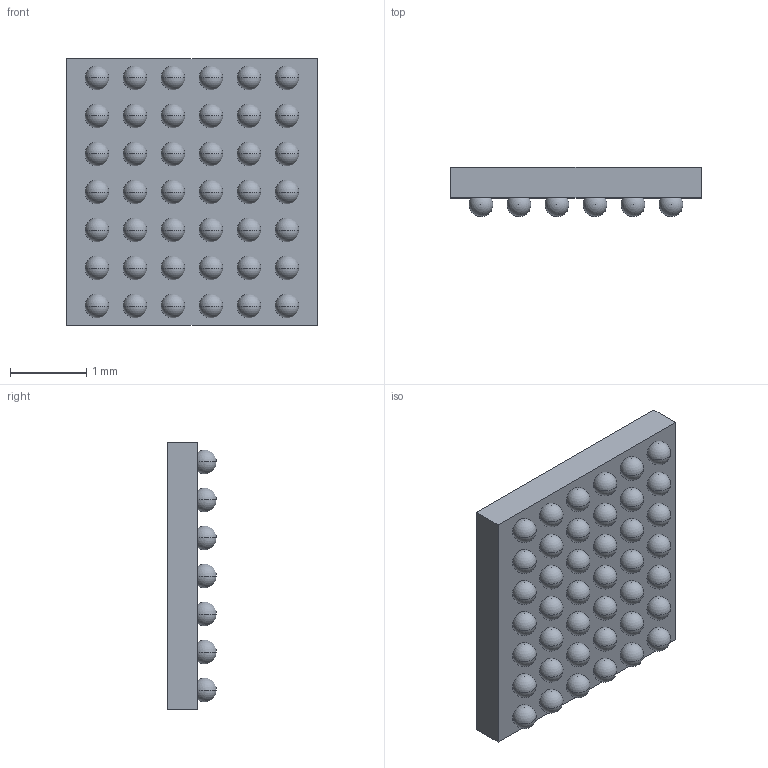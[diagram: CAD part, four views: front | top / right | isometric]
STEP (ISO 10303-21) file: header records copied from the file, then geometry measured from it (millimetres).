
FILE_DESCRIPTION (( 'STEP AP214' ), '1' );
FILE_NAME ('dsbga42.STEP', '2020-03-29T22:37:18', ( '' ), ( '' ), 'SwSTEP 2.0', 'SolidWorks 2018', '' );
FILE_SCHEMA (( 'AUTOMOTIVE_DESIGN' ));
Length unit declared in the file: millimetre
Products named in the file (3): dsbga42; dsbga42-body; dsbga42-ball
Assembly tree (43 placements, depth 2):
  dsbga42
    dsbga42-body
    dsbga42-ball  x42
Bounding box: 3.3 x 0.64 x 3.5 mm (x, y, z)
Volume: 5.2 mm3; surface area: 40.9 mm2
Topology: 43 solids, 43 shells, 135 faces, 396 edges, 264 vertices
Faces by surface type: sphere 84, plane 49, cylinder 2
Entity records: 839 total; most frequent: DIRECTION 146, CARTESIAN_POINT 95, AXIS2_PLACEMENT_3D 66, PRODUCT_DEFINITION_SHAPE 46, ORIENTED_EDGE 44, ITEM_DEFINED_TRANSFORMATION 43, CONTEXT_DEPENDENT_SHAPE_REPRESENTATION 43, NEXT_ASSEMBLY_USAGE_OCCURRENCE 43
